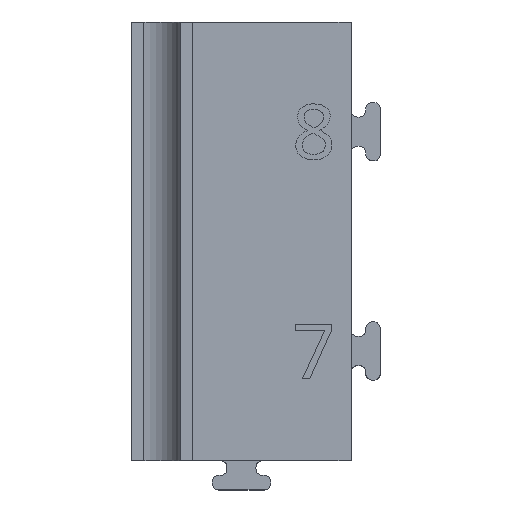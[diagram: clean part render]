
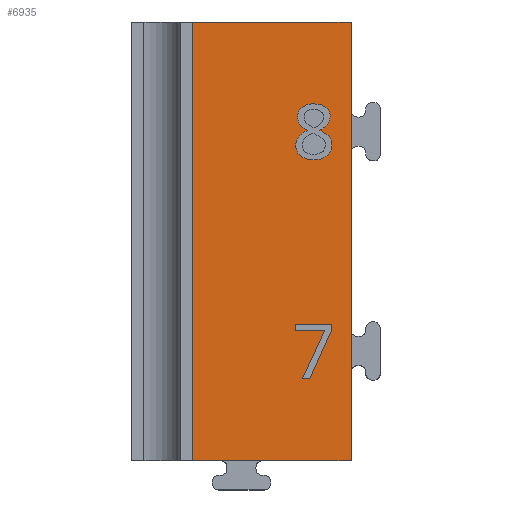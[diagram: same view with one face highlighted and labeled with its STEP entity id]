
A CAD part, top view. The second image highlights one B-rep face of the part: STEP entity #6935.
In plain terms, the highlighted planar face has unit normal (0, 0, 1).
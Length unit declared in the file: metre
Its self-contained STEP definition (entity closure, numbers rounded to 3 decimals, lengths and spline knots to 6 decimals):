
#77=PLANE('',#7314);
#280=CIRCLE('',#7315,0.00321);
#600=LINE('',#10175,#1307);
#601=LINE('',#10178,#1308);
#602=LINE('',#10180,#1309);
#603=LINE('',#10182,#1310);
#604=LINE('',#10241,#1311);
#605=LINE('',#10244,#1312);
#606=LINE('',#10246,#1313);
#607=LINE('',#10248,#1314);
#608=LINE('',#10250,#1315);
#609=LINE('',#10252,#1316);
#610=LINE('',#10254,#1317);
#1307=VECTOR('',#7923,1.);
#1308=VECTOR('',#7924,1.);
#1309=VECTOR('',#7925,1.);
#1310=VECTOR('',#7926,1.);
#1311=VECTOR('',#7929,1.);
#1312=VECTOR('',#7930,1.);
#1313=VECTOR('',#7931,1.);
#1314=VECTOR('',#7932,1.);
#1315=VECTOR('',#7933,1.);
#1316=VECTOR('',#7934,1.);
#1317=VECTOR('',#7935,1.);
#2195=ORIENTED_EDGE('',*,*,#4228,.F.);
#2196=ORIENTED_EDGE('',*,*,#4229,.T.);
#2197=ORIENTED_EDGE('',*,*,#4230,.F.);
#2198=ORIENTED_EDGE('',*,*,#4231,.T.);
#2199=ORIENTED_EDGE('',*,*,#4232,.T.);
#2200=ORIENTED_EDGE('',*,*,#4233,.T.);
#2201=ORIENTED_EDGE('',*,*,#4234,.T.);
#2202=ORIENTED_EDGE('',*,*,#4235,.T.);
#2203=ORIENTED_EDGE('',*,*,#4236,.T.);
#2204=ORIENTED_EDGE('',*,*,#4237,.T.);
#2205=ORIENTED_EDGE('',*,*,#4238,.T.);
#2206=ORIENTED_EDGE('',*,*,#4239,.T.);
#2207=ORIENTED_EDGE('',*,*,#4240,.T.);
#2208=ORIENTED_EDGE('',*,*,#4241,.T.);
#2209=ORIENTED_EDGE('',*,*,#4242,.T.);
#2210=ORIENTED_EDGE('',*,*,#4243,.T.);
#2211=ORIENTED_EDGE('',*,*,#4244,.T.);
#2212=ORIENTED_EDGE('',*,*,#4245,.T.);
#2213=ORIENTED_EDGE('',*,*,#4246,.T.);
#2214=ORIENTED_EDGE('',*,*,#4247,.T.);
#2215=ORIENTED_EDGE('',*,*,#4248,.T.);
#2216=ORIENTED_EDGE('',*,*,#4249,.T.);
#2217=ORIENTED_EDGE('',*,*,#4250,.T.);
#2218=ORIENTED_EDGE('',*,*,#4251,.T.);
#2219=ORIENTED_EDGE('',*,*,#4252,.T.);
#2220=ORIENTED_EDGE('',*,*,#4253,.T.);
#4228=EDGE_CURVE('',#5264,#5265,#600,.T.);
#4229=EDGE_CURVE('',#5264,#5266,#601,.F.);
#4230=EDGE_CURVE('',#5267,#5266,#602,.F.);
#4231=EDGE_CURVE('',#5267,#5265,#603,.F.);
#4232=EDGE_CURVE('',#5268,#5269,#5946,.T.);
#4233=EDGE_CURVE('',#5269,#5270,#5947,.T.);
#4234=EDGE_CURVE('',#5270,#5271,#5948,.T.);
#4235=EDGE_CURVE('',#5271,#5272,#280,.F.);
#4236=EDGE_CURVE('',#5272,#5273,#5949,.T.);
#4237=EDGE_CURVE('',#5273,#5274,#5950,.T.);
#4238=EDGE_CURVE('',#5274,#5275,#5951,.T.);
#4239=EDGE_CURVE('',#5275,#5276,#5952,.T.);
#4240=EDGE_CURVE('',#5276,#5277,#5953,.T.);
#4241=EDGE_CURVE('',#5277,#5278,#5954,.T.);
#4242=EDGE_CURVE('',#5278,#5279,#5955,.T.);
#4243=EDGE_CURVE('',#5279,#5280,#5956,.T.);
#4244=EDGE_CURVE('',#5280,#5281,#5957,.T.);
#4245=EDGE_CURVE('',#5281,#5282,#5958,.T.);
#4246=EDGE_CURVE('',#5282,#5268,#5959,.T.);
#4247=EDGE_CURVE('',#5283,#5284,#604,.T.);
#4248=EDGE_CURVE('',#5284,#5285,#605,.T.);
#4249=EDGE_CURVE('',#5285,#5286,#606,.T.);
#4250=EDGE_CURVE('',#5286,#5287,#607,.T.);
#4251=EDGE_CURVE('',#5287,#5288,#608,.T.);
#4252=EDGE_CURVE('',#5288,#5289,#609,.T.);
#4253=EDGE_CURVE('',#5289,#5283,#610,.T.);
#5264=VERTEX_POINT('',#10176);
#5265=VERTEX_POINT('',#10177);
#5266=VERTEX_POINT('',#10179);
#5267=VERTEX_POINT('',#10181);
#5268=VERTEX_POINT('',#10186);
#5269=VERTEX_POINT('',#10187);
#5270=VERTEX_POINT('',#10191);
#5271=VERTEX_POINT('',#10195);
#5272=VERTEX_POINT('',#10197);
#5273=VERTEX_POINT('',#10201);
#5274=VERTEX_POINT('',#10205);
#5275=VERTEX_POINT('',#10209);
#5276=VERTEX_POINT('',#10213);
#5277=VERTEX_POINT('',#10217);
#5278=VERTEX_POINT('',#10221);
#5279=VERTEX_POINT('',#10225);
#5280=VERTEX_POINT('',#10229);
#5281=VERTEX_POINT('',#10233);
#5282=VERTEX_POINT('',#10237);
#5283=VERTEX_POINT('',#10242);
#5284=VERTEX_POINT('',#10243);
#5285=VERTEX_POINT('',#10245);
#5286=VERTEX_POINT('',#10247);
#5287=VERTEX_POINT('',#10249);
#5288=VERTEX_POINT('',#10251);
#5289=VERTEX_POINT('',#10253);
#5946=B_SPLINE_CURVE_WITH_KNOTS('',2,(#10183,#10184,#10185),
 .UNSPECIFIED.,.F.,.F.,(3,3),(0.,1.),.PIECEWISE_BEZIER_KNOTS.);
#5947=B_SPLINE_CURVE_WITH_KNOTS('',2,(#10188,#10189,#10190),
 .UNSPECIFIED.,.F.,.F.,(3,3),(0.,1.),.PIECEWISE_BEZIER_KNOTS.);
#5948=B_SPLINE_CURVE_WITH_KNOTS('',2,(#10192,#10193,#10194),
 .UNSPECIFIED.,.F.,.F.,(3,3),(0.,1.),.PIECEWISE_BEZIER_KNOTS.);
#5949=B_SPLINE_CURVE_WITH_KNOTS('',2,(#10198,#10199,#10200),
 .UNSPECIFIED.,.F.,.F.,(3,3),(0.,1.),.PIECEWISE_BEZIER_KNOTS.);
#5950=B_SPLINE_CURVE_WITH_KNOTS('',2,(#10202,#10203,#10204),
 .UNSPECIFIED.,.F.,.F.,(3,3),(0.,1.),.PIECEWISE_BEZIER_KNOTS.);
#5951=B_SPLINE_CURVE_WITH_KNOTS('',2,(#10206,#10207,#10208),
 .UNSPECIFIED.,.F.,.F.,(3,3),(0.,1.),.PIECEWISE_BEZIER_KNOTS.);
#5952=B_SPLINE_CURVE_WITH_KNOTS('',2,(#10210,#10211,#10212),
 .UNSPECIFIED.,.F.,.F.,(3,3),(0.,1.),.PIECEWISE_BEZIER_KNOTS.);
#5953=B_SPLINE_CURVE_WITH_KNOTS('',2,(#10214,#10215,#10216),
 .UNSPECIFIED.,.F.,.F.,(3,3),(0.,1.),.PIECEWISE_BEZIER_KNOTS.);
#5954=B_SPLINE_CURVE_WITH_KNOTS('',2,(#10218,#10219,#10220),
 .UNSPECIFIED.,.F.,.F.,(3,3),(0.,1.),.PIECEWISE_BEZIER_KNOTS.);
#5955=B_SPLINE_CURVE_WITH_KNOTS('',2,(#10222,#10223,#10224),
 .UNSPECIFIED.,.F.,.F.,(3,3),(0.,1.),.PIECEWISE_BEZIER_KNOTS.);
#5956=B_SPLINE_CURVE_WITH_KNOTS('',2,(#10226,#10227,#10228),
 .UNSPECIFIED.,.F.,.F.,(3,3),(0.,1.),.PIECEWISE_BEZIER_KNOTS.);
#5957=B_SPLINE_CURVE_WITH_KNOTS('',2,(#10230,#10231,#10232),
 .UNSPECIFIED.,.F.,.F.,(3,3),(0.,1.),.PIECEWISE_BEZIER_KNOTS.);
#5958=B_SPLINE_CURVE_WITH_KNOTS('',2,(#10234,#10235,#10236),
 .UNSPECIFIED.,.F.,.F.,(3,3),(0.,1.),.PIECEWISE_BEZIER_KNOTS.);
#5959=B_SPLINE_CURVE_WITH_KNOTS('',2,(#10238,#10239,#10240),
 .UNSPECIFIED.,.F.,.F.,(3,3),(0.,1.),.PIECEWISE_BEZIER_KNOTS.);
#6077=EDGE_LOOP('',(#2195,#2196,#2197,#2198));
#6078=EDGE_LOOP('',(#2199,#2200,#2201,#2202,#2203,#2204,#2205,#2206,#2207,
#2208,#2209,#2210,#2211,#2212,#2213));
#6079=EDGE_LOOP('',(#2214,#2215,#2216,#2217,#2218,#2219,#2220));
#6478=FACE_BOUND('',#6077,.T.);
#6479=FACE_BOUND('',#6078,.T.);
#6480=FACE_BOUND('',#6079,.T.);
#6935=ADVANCED_FACE('',(#6478,#6479,#6480),#77,.T.);
#7314=AXIS2_PLACEMENT_3D('',#10174,#7921,#7922);
#7315=AXIS2_PLACEMENT_3D('',#10196,#7927,#7928);
#7921=DIRECTION('',(0.,0.,1.));
#7922=DIRECTION('',(0.,-1.,0.));
#7923=DIRECTION('',(0.,1.,0.));
#7924=DIRECTION('',(-1.,0.,0.));
#7925=DIRECTION('',(0.,1.,0.));
#7926=DIRECTION('',(1.,0.,0.));
#7927=DIRECTION('',(0.,0.,1.));
#7928=DIRECTION('',(1.,0.,0.));
#7929=DIRECTION('',(-1.,0.,0.));
#7930=DIRECTION('',(0.42,0.908,0.));
#7931=DIRECTION('',(-1.,0.,0.));
#7932=DIRECTION('',(0.,1.,0.));
#7933=DIRECTION('',(1.,0.,0.));
#7934=DIRECTION('',(0.,-1.,0.));
#7935=DIRECTION('',(-0.41,-0.912,0.));
#10174=CARTESIAN_POINT('',(0.484,1.436,0.38));
#10175=CARTESIAN_POINT('',(0.526667,-8.994238,0.38));
#10176=CARTESIAN_POINT('',(0.526667,1.410025,0.38));
#10177=CARTESIAN_POINT('',(0.526667,1.529975,0.38));
#10178=CARTESIAN_POINT('',(0.617889,1.410025,0.38));
#10179=CARTESIAN_POINT('',(0.569975,1.410025,0.38));
#10180=CARTESIAN_POINT('',(0.569975,1.457889,0.38));
#10181=CARTESIAN_POINT('',(0.569975,1.529975,0.38));
#10182=CARTESIAN_POINT('',(0.497889,1.529975,0.38));
#10183=CARTESIAN_POINT('',(0.556572,1.506624,0.38));
#10184=CARTESIAN_POINT('',(0.557788,1.507585,0.38));
#10185=CARTESIAN_POINT('',(0.559802,1.507585,0.38));
#10186=CARTESIAN_POINT('',(0.556572,1.506624,0.38));
#10187=CARTESIAN_POINT('',(0.559802,1.507585,0.38));
#10188=CARTESIAN_POINT('',(0.559802,1.507585,0.38));
#10189=CARTESIAN_POINT('',(0.561837,1.507585,0.38));
#10190=CARTESIAN_POINT('',(0.563048,1.506639,0.38));
#10191=CARTESIAN_POINT('',(0.563048,1.506639,0.38));
#10192=CARTESIAN_POINT('',(0.563048,1.506639,0.38));
#10193=CARTESIAN_POINT('',(0.564259,1.505693,0.38));
#10194=CARTESIAN_POINT('',(0.564259,1.504027,0.38));
#10195=CARTESIAN_POINT('',(0.564259,1.504027,0.38));
#10196=CARTESIAN_POINT('',(0.561048,1.503993,0.38));
#10197=CARTESIAN_POINT('',(0.563582,1.502021,0.38));
#10198=CARTESIAN_POINT('',(0.563582,1.502021,0.38));
#10199=CARTESIAN_POINT('',(0.562905,1.501136,0.38));
#10200=CARTESIAN_POINT('',(0.56142,1.500374,0.38));
#10201=CARTESIAN_POINT('',(0.56142,1.500374,0.38));
#10202=CARTESIAN_POINT('',(0.56142,1.500374,0.38));
#10203=CARTESIAN_POINT('',(0.56322,1.499499,0.38));
#10204=CARTESIAN_POINT('',(0.563979,1.498548,0.38));
#10205=CARTESIAN_POINT('',(0.563979,1.498548,0.38));
#10206=CARTESIAN_POINT('',(0.563979,1.498548,0.38));
#10207=CARTESIAN_POINT('',(0.564737,1.497598,0.38));
#10208=CARTESIAN_POINT('',(0.564737,1.496354,0.38));
#10209=CARTESIAN_POINT('',(0.564737,1.496354,0.38));
#10210=CARTESIAN_POINT('',(0.564737,1.496354,0.38));
#10211=CARTESIAN_POINT('',(0.564737,1.494505,0.38));
#10212=CARTESIAN_POINT('',(0.563424,1.4934,0.38));
#10213=CARTESIAN_POINT('',(0.563424,1.4934,0.38));
#10214=CARTESIAN_POINT('',(0.563424,1.4934,0.38));
#10215=CARTESIAN_POINT('',(0.56211,1.492295,0.38));
#10216=CARTESIAN_POINT('',(0.559864,1.492295,0.38));
#10217=CARTESIAN_POINT('',(0.559864,1.492295,0.38));
#10218=CARTESIAN_POINT('',(0.559864,1.492295,0.38));
#10219=CARTESIAN_POINT('',(0.557485,1.492295,0.38));
#10220=CARTESIAN_POINT('',(0.556183,1.493333,0.38));
#10221=CARTESIAN_POINT('',(0.556183,1.493333,0.38));
#10222=CARTESIAN_POINT('',(0.556183,1.493333,0.38));
#10223=CARTESIAN_POINT('',(0.554881,1.494372,0.38));
#10224=CARTESIAN_POINT('',(0.554881,1.496296,0.38));
#10225=CARTESIAN_POINT('',(0.554881,1.496296,0.38));
#10226=CARTESIAN_POINT('',(0.554881,1.496296,0.38));
#10227=CARTESIAN_POINT('',(0.554881,1.498838,0.38));
#10228=CARTESIAN_POINT('',(0.55796,1.500273,0.38));
#10229=CARTESIAN_POINT('',(0.55796,1.500273,0.38));
#10230=CARTESIAN_POINT('',(0.55796,1.500273,0.38));
#10231=CARTESIAN_POINT('',(0.556577,1.501064,0.38));
#10232=CARTESIAN_POINT('',(0.555966,1.501981,0.38));
#10233=CARTESIAN_POINT('',(0.555966,1.501981,0.38));
#10234=CARTESIAN_POINT('',(0.555966,1.501981,0.38));
#10235=CARTESIAN_POINT('',(0.555356,1.502897,0.38));
#10236=CARTESIAN_POINT('',(0.555356,1.504046,0.38));
#10237=CARTESIAN_POINT('',(0.555356,1.504046,0.38));
#10238=CARTESIAN_POINT('',(0.555356,1.504046,0.38));
#10239=CARTESIAN_POINT('',(0.555356,1.505664,0.38));
#10240=CARTESIAN_POINT('',(0.556572,1.506624,0.38));
#10241=CARTESIAN_POINT('',(0.557698,1.4325,0.38));
#10242=CARTESIAN_POINT('',(0.558705,1.4325,0.38));
#10243=CARTESIAN_POINT('',(0.55669,1.4325,0.38));
#10244=CARTESIAN_POINT('',(0.559742,1.439102,0.38));
#10245=CARTESIAN_POINT('',(0.562794,1.445703,0.38));
#10246=CARTESIAN_POINT('',(0.55878,1.445703,0.38));
#10247=CARTESIAN_POINT('',(0.554767,1.445703,0.38));
#10248=CARTESIAN_POINT('',(0.554767,1.446538,0.38));
#10249=CARTESIAN_POINT('',(0.554767,1.447373,0.38));
#10250=CARTESIAN_POINT('',(0.559757,1.447373,0.38));
#10251=CARTESIAN_POINT('',(0.564747,1.447373,0.38));
#10252=CARTESIAN_POINT('',(0.564747,1.446665,0.38));
#10253=CARTESIAN_POINT('',(0.564747,1.445957,0.38));
#10254=CARTESIAN_POINT('',(0.561726,1.439229,0.38));
